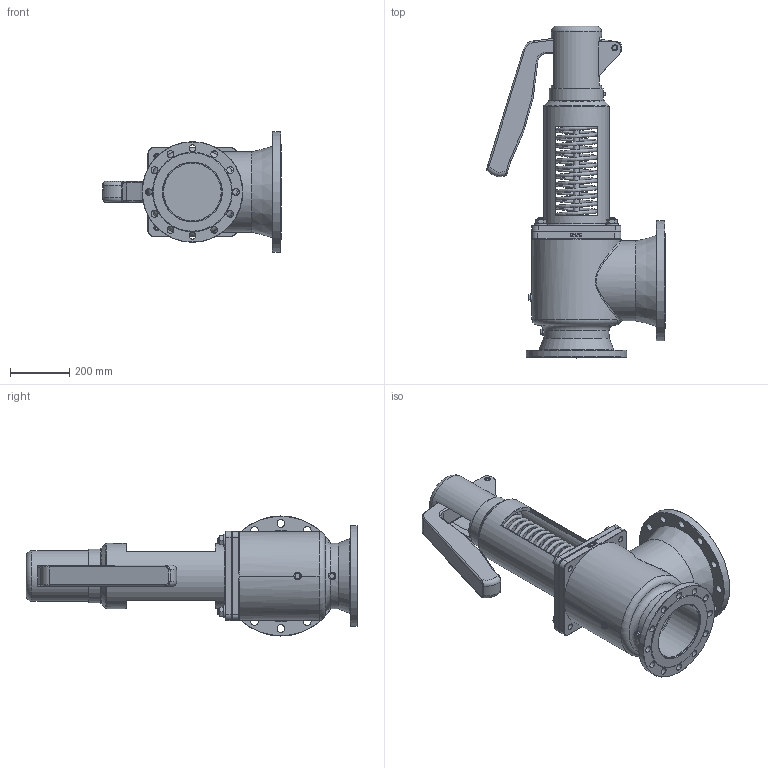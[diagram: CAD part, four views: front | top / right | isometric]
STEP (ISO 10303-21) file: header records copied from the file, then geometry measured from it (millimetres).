
FILE_DESCRIPTION(/* description */ (''),/* implementation_level */ '2;1');
FILE_NAME(/* name */ 'DN200_3D_STEP.stp',/* time_stamp */ '2023-12-21T14:57:32+03:00',/* author */ ('igorr'),/* organization */ (''),/* preprocessor_version */ 'ST-DEVELOPER v19.2',/* originating_system */ 'Autodesk Inventor 2023',/* authorisation */ '');
FILE_SCHEMA (('AUTOMOTIVE_DESIGN { 1 0 10303 214 3 1 1 }'));
Length unit declared in the file: millimetre
Products named in the file (9): Сборка; Деталь1; Деталь3; Деталь4; Деталь5; Деталь2; AS 1110 - M10 x 16; AS 1421 - M20 x 60 засверленный 
конец; DIN 6923 - M20
Assembly tree (15 placements, depth 2):
  Сборка
    Деталь1
    Деталь3
    Деталь4
    Деталь5
    Деталь2
    AS 1110 - M10 x 16  x2
    AS 1421 - M20 x 60 засверленный 
конец  x4
    DIN 6923 - M20  x4
Bounding box: 602.82 x 1120 x 405 mm (x, y, z)
Volume: 28213406.7 mm3; surface area: 3049799.4 mm2
Topology: 15 solids, 15 shells, 552 faces, 1308 edges, 813 vertices
Faces by surface type: plane 246, cylinder 140, cone 79, bspline 44, torus 43
Full cylindrical faces by diameter (mm): 10 x4, 12 x2, 15 x2, 15.679 x1, 16 x2, 17.294 x4, 20 x16, 23 x12, 25 x2, 26 x12, 45 x1, 110 x1, 130 x1, 140 x1, 150 x2, 156 x2, 170 x1, 180 x1, 182 x1, 194.199 x1, 195 x1, 200 x2, 210 x1, 220 x3, 250 x3, 270 x1, 340 x1, 405 x1
Entity records: 21447 total; most frequent: CARTESIAN_POINT 10997, DIRECTION 2048, ORIENTED_EDGE 1962, EDGE_CURVE 981, AXIS2_PLACEMENT_3D 813, VERTEX_POINT 621, EDGE_LOOP 538, LINE 422
